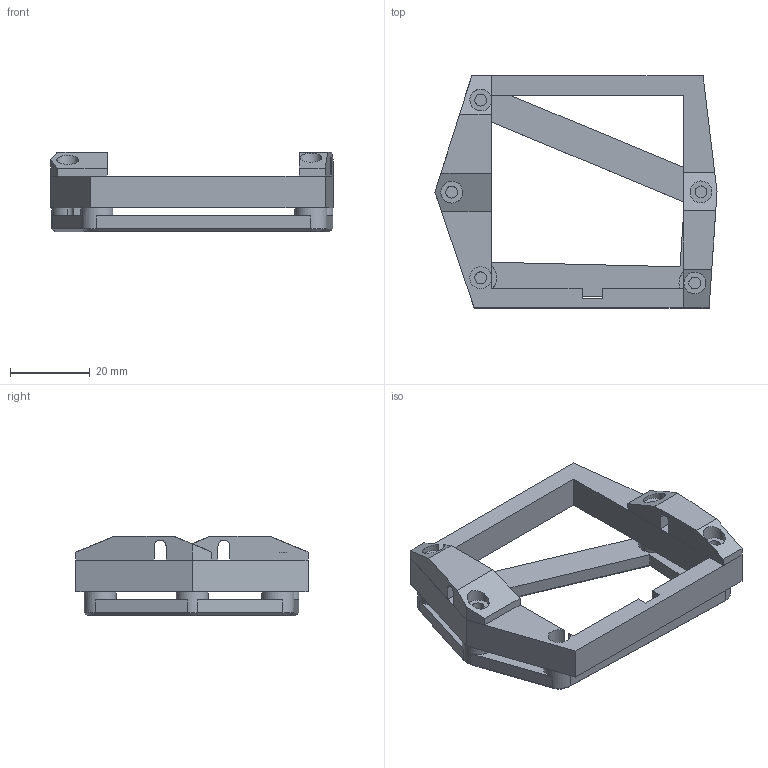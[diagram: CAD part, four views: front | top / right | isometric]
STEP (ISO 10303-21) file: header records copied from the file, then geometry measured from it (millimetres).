
FILE_DESCRIPTION(/* description */ (''),/* implementation_level */ '2;1');
FILE_NAME(/* name */ 'TF4060 rev 5 Heatsink holder.step',/* time_stamp */ '2024-07-26T14:43:04+02:00',/* author */ (''),/* organization */ (''),/* preprocessor_version */ 'ST-DEVELOPER v20',/* originating_system */ 'Autodesk Translation Framework v13.14.0.145',/* authorisation */ '');
FILE_SCHEMA (('AUTOMOTIVE_DESIGN { 1 0 10303 214 3 1 1 }'));
Length unit declared in the file: millimetre
Products named in the file (4): TF4060 rev 5 Heatsink holder; Bottom frame; Top frame; Heatsink locks
Assembly tree (3 placements, depth 2):
  TF4060 rev 5 Heatsink holder
    Bottom frame
    Top frame
    Heatsink locks
Bounding box: 70.74 x 58.2 x 20 mm (x, y, z)
Volume: 19199.1 mm3; surface area: 13679.4 mm2
Topology: 4 solids, 4 shells, 177 faces, 429 edges, 271 vertices
Faces by surface type: plane 146, cylinder 26, cone 5
Full cylindrical faces by diameter (mm): 3 x14, 5.5 x3, 8 x3
Entity records: 5234 total; most frequent: CARTESIAN_POINT 884, DIRECTION 868, ORIENTED_EDGE 858, EDGE_CURVE 429, LINE 358, VECTOR 358, VERTEX_POINT 271, AXIS2_PLACEMENT_3D 255
